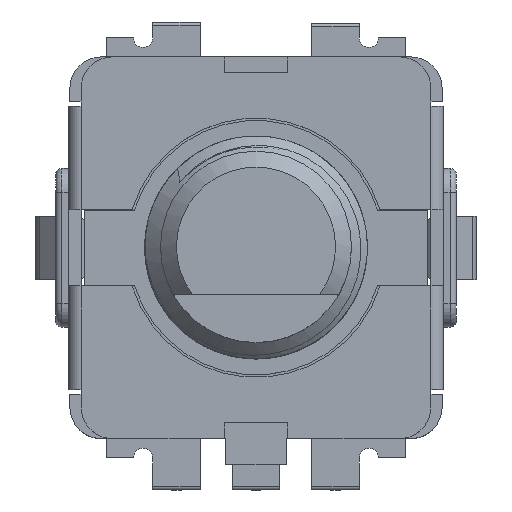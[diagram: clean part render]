
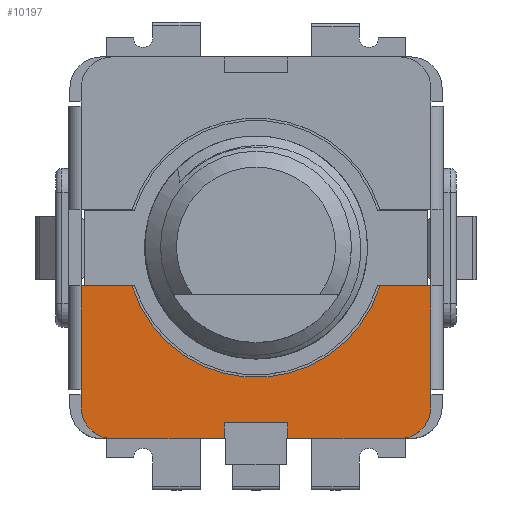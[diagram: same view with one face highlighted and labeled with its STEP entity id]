
A CAD part, top view. The second image highlights one B-rep face of the part: STEP entity #10197.
In plain terms, the highlighted planar face has unit normal (0, 0, 1).
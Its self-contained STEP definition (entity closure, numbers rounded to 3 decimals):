
#7755=CARTESIAN_POINT('',(-5.5,-1.2,4.604));
#7756=VERTEX_POINT('',#7755);
#7765=CARTESIAN_POINT('',(-5.5,-4.45,4.604));
#7766=VERTEX_POINT('',#7765);
#7774=CARTESIAN_POINT('',(-5.5,-0.0,4.604));
#7775=DIRECTION('',(0.0,-1.0,-0.0));
#7776=VECTOR('',#7775,1.0);
#7777=LINE('',#7774,#7776);
#7778=EDGE_CURVE('n� 3120',#7756,#7766,#7777,.T.);
#7788=CARTESIAN_POINT('',(-5.5,-5.0,4.604));
#7789=VERTEX_POINT('',#7788);
#7797=CARTESIAN_POINT('',(-4.5,-6.0,4.604));
#7798=VERTEX_POINT('',#7797);
#7805=CARTESIAN_POINT('',(-4.5,-5.0,4.604));
#7806=DIRECTION('',(0.0,-0.0,1.0));
#7807=DIRECTION('',(0.0,-1.0,-0.0));
#7808=AXIS2_PLACEMENT_3D('',#7805,#7806,#7807);
#7809=CIRCLE('',#7808,1.0);
#7810=EDGE_CURVE('n� 3117',#7789,#7798,#7809,.T.);
#7820=CARTESIAN_POINT('',(-1.0,-5.5,4.604));
#7821=VERTEX_POINT('',#7820);
#7829=CARTESIAN_POINT('',(1.0,-5.5,4.604));
#7830=VERTEX_POINT('',#7829);
#7837=CARTESIAN_POINT('',(0.0,-5.5,4.604));
#7838=DIRECTION('',(1.0,0.0,0.0));
#7839=VECTOR('',#7838,1.0);
#7840=LINE('',#7837,#7839);
#7841=EDGE_CURVE('n� 3114',#7821,#7830,#7840,.T.);
#7851=CARTESIAN_POINT('',(4.5,-6.0,4.604));
#7852=VERTEX_POINT('',#7851);
#7870=CARTESIAN_POINT('',(5.5,-5.0,4.604));
#7871=VERTEX_POINT('',#7870);
#7878=CARTESIAN_POINT('',(4.5,-5.0,4.604));
#7879=DIRECTION('',(0.0,-0.0,1.0));
#7880=DIRECTION('',(0.0,-1.0,-0.0));
#7881=AXIS2_PLACEMENT_3D('',#7878,#7879,#7880);
#7882=CIRCLE('',#7881,1.0);
#7883=EDGE_CURVE('n� 3110',#7852,#7871,#7882,.T.);
#7893=CARTESIAN_POINT('',(5.5,-4.45,4.604));
#7894=VERTEX_POINT('',#7893);
#7912=CARTESIAN_POINT('',(5.5,-1.2,4.604));
#7913=VERTEX_POINT('',#7912);
#7921=CARTESIAN_POINT('',(5.5,-0.0,4.604));
#7922=DIRECTION('',(0.0,1.0,0.0));
#7923=VECTOR('',#7922,1.0);
#7924=LINE('',#7921,#7923);
#7925=EDGE_CURVE('n� 3106',#7894,#7913,#7924,.T.);
#8345=CARTESIAN_POINT('',(1.0,-6.0,4.604));
#8346=VERTEX_POINT('',#8345);
#8353=CARTESIAN_POINT('',(1.0,-0.0,4.604));
#8354=DIRECTION('',(0.0,-1.0,-0.0));
#8355=VECTOR('',#8354,1.0);
#8356=LINE('',#8353,#8355);
#8357=EDGE_CURVE('n� 3068',#7830,#8346,#8356,.T.);
#8432=CARTESIAN_POINT('',(-1.0,-6.0,4.604));
#8433=VERTEX_POINT('',#8432);
#8442=CARTESIAN_POINT('',(-1.0,-0.0,4.604));
#8443=DIRECTION('',(0.0,1.0,0.0));
#8444=VECTOR('',#8443,1.0);
#8445=LINE('',#8442,#8444);
#8446=EDGE_CURVE('n� 3061',#8433,#7821,#8445,.T.);
#10136=CARTESIAN_POINT('',(5.5,-0.0,4.604));
#10137=DIRECTION('',(0.0,1.0,0.0));
#10138=VECTOR('',#10137,1.0);
#10139=LINE('',#10136,#10138);
#10140=EDGE_CURVE('n� 2918',#7871,#7894,#10139,.T.);
#10141=ORIENTED_EDGE('',*,*,#10140,.T.);
#10142=ORIENTED_EDGE('',*,*,#7925,.T.);
#10143=CARTESIAN_POINT('',(3.894,-1.2,4.604));
#10144=VERTEX_POINT('',#10143);
#10145=CARTESIAN_POINT('',(0.0,-1.2,4.604));
#10146=DIRECTION('',(-1.0,0.0,0.0));
#10147=VECTOR('',#10146,1.0);
#10148=LINE('',#10145,#10147);
#10149=EDGE_CURVE('n� 2917',#7913,#10144,#10148,.T.);
#10150=ORIENTED_EDGE('',*,*,#10149,.T.);
#10151=CARTESIAN_POINT('',(-3.894,-1.2,4.604));
#10152=VERTEX_POINT('',#10151);
#10153=CARTESIAN_POINT('',(0.0,-0.0,4.604));
#10154=DIRECTION('',(0.0,0.0,-1.0));
#10155=DIRECTION('',(0.0,1.0,0.0));
#10156=AXIS2_PLACEMENT_3D('',#10153,#10154,#10155);
#10157=CIRCLE('',#10156,4.075);
#10158=EDGE_CURVE('n� 2916',#10144,#10152,#10157,.T.);
#10159=ORIENTED_EDGE('',*,*,#10158,.T.);
#10160=CARTESIAN_POINT('',(0.0,-1.2,4.604));
#10161=DIRECTION('',(-1.0,0.0,0.0));
#10162=VECTOR('',#10161,1.0);
#10163=LINE('',#10160,#10162);
#10164=EDGE_CURVE('n� 2915',#10152,#7756,#10163,.T.);
#10165=ORIENTED_EDGE('',*,*,#10164,.T.);
#10166=ORIENTED_EDGE('',*,*,#7778,.T.);
#10167=CARTESIAN_POINT('',(-5.5,-4.725,4.604));
#10168=DIRECTION('',(0.0,1.0,0.0));
#10169=VECTOR('',#10168,1.0);
#10170=LINE('',#10167,#10169);
#10171=EDGE_CURVE('n� 2914',#7789,#7766,#10170,.T.);
#10172=ORIENTED_EDGE('',*,*,#10171,.F.);
#10173=ORIENTED_EDGE('',*,*,#7810,.T.);
#10174=CARTESIAN_POINT('',(-5.85,-6.0,4.604));
#10175=DIRECTION('',(-1.0,0.0,0.0));
#10176=VECTOR('',#10175,1.0);
#10177=LINE('',#10174,#10176);
#10178=EDGE_CURVE('n� 2913',#8433,#7798,#10177,.T.);
#10179=ORIENTED_EDGE('',*,*,#10178,.F.);
#10180=ORIENTED_EDGE('',*,*,#8446,.T.);
#10181=ORIENTED_EDGE('',*,*,#7841,.T.);
#10182=ORIENTED_EDGE('',*,*,#8357,.T.);
#10183=CARTESIAN_POINT('',(-5.85,-6.0,4.604));
#10184=DIRECTION('',(-1.0,0.0,0.0));
#10185=VECTOR('',#10184,1.0);
#10186=LINE('',#10183,#10185);
#10187=EDGE_CURVE('n� 2912',#7852,#8346,#10186,.T.);
#10188=ORIENTED_EDGE('',*,*,#10187,.F.);
#10189=ORIENTED_EDGE('',*,*,#7883,.T.);
#10190=EDGE_LOOP('',(
    #10141,#10142,#10150,#10159,#10165,#10166,#10172,#10173,#10179,#10180,
    #10181,#10182,#10188,#10189));
#10191=FACE_OUTER_BOUND('',#10190,.T.);
#10192=CARTESIAN_POINT('',(0.0,-0.0,4.604));
#10193=DIRECTION('',(0.0,-0.0,1.0));
#10194=DIRECTION('',(0.0,-1.0,-0.0));
#10195=AXIS2_PLACEMENT_3D('',#10192,#10193,#10194);
#10196=PLANE('',#10195);
#10197=ADVANCED_FACE('n� 1257',(#10191),#10196,.T.);
